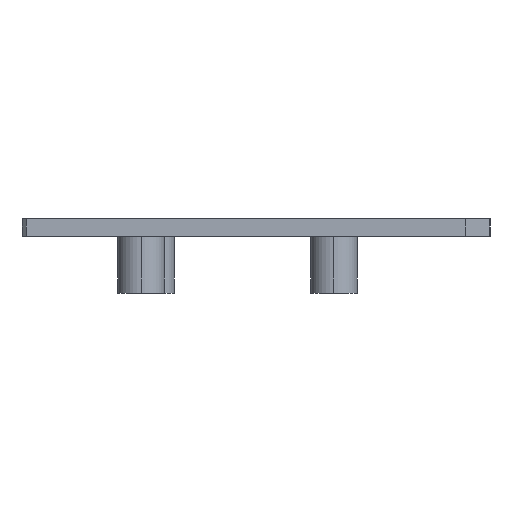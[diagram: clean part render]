
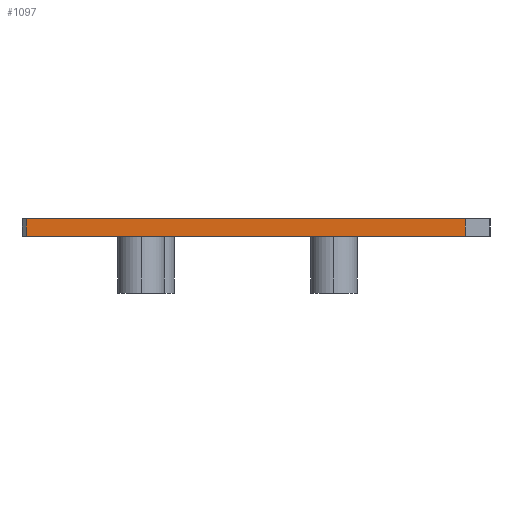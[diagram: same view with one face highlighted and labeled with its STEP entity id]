
A CAD part, left-side view. The second image highlights one B-rep face of the part: STEP entity #1097.
In plain terms, the highlighted planar face has unit normal (-1, 0, 0).
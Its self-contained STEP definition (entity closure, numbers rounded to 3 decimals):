
#2 = VERTEX_POINT ( 'NONE', #987 ) ;
#24 = ORIENTED_EDGE ( 'NONE', *, *, #1504, .T. ) ;
#60 = DIRECTION ( 'NONE',  ( 0., 0., -1. ) ) ;
#123 = LINE ( 'NONE', #1435, #583 ) ;
#364 = DIRECTION ( 'NONE',  ( 0., 0., 1. ) ) ;
#391 = CARTESIAN_POINT ( 'NONE',  ( -34.7, -26.7, 2. ) ) ;
#403 = AXIS2_PLACEMENT_3D ( 'NONE', #1995, #901, #60 ) ;
#414 = CARTESIAN_POINT ( 'NONE',  ( -34.7, 26.2, 0. ) ) ;
#435 = VECTOR ( 'NONE', #1338, 1000. ) ;
#454 = VERTEX_POINT ( 'NONE', #1416 ) ;
#553 = ORIENTED_EDGE ( 'NONE', *, *, #1703, .T. ) ;
#566 = PLANE ( 'NONE',  #403 ) ;
#583 = VECTOR ( 'NONE', #629, 1000. ) ;
#629 = DIRECTION ( 'NONE',  ( 0., 0., -1. ) ) ;
#719 = LINE ( 'NONE', #1695, #435 ) ;
#901 = DIRECTION ( 'NONE',  ( 1., 0., 0. ) ) ;
#986 = CARTESIAN_POINT ( 'NONE',  ( -34.7, -23.9, 0. ) ) ;
#987 = CARTESIAN_POINT ( 'NONE',  ( -34.7, 26.2, 2. ) ) ;
#1097 = ADVANCED_FACE ( 'NONE', ( #1514 ), #566, .F. ) ;
#1116 = VERTEX_POINT ( 'NONE', #414 ) ;
#1185 = LINE ( 'NONE', #1823, #1965 ) ;
#1188 = LINE ( 'NONE', #391, #1297 ) ;
#1210 = DIRECTION ( 'NONE',  ( 0., -1., 0. ) ) ;
#1248 = ORIENTED_EDGE ( 'NONE', *, *, #2005, .T. ) ;
#1297 = VECTOR ( 'NONE', #1210, 1000. ) ;
#1300 = VERTEX_POINT ( 'NONE', #986 ) ;
#1338 = DIRECTION ( 'NONE',  ( 0., -1., 0. ) ) ;
#1398 = EDGE_LOOP ( 'NONE', ( #2042, #1248, #24, #553 ) ) ;
#1407 = EDGE_CURVE ( 'NONE', #2, #454, #1188, .T. ) ;
#1416 = CARTESIAN_POINT ( 'NONE',  ( -34.7, -23.9, 2. ) ) ;
#1435 = CARTESIAN_POINT ( 'NONE',  ( -34.7, 26.2, 2. ) ) ;
#1504 = EDGE_CURVE ( 'NONE', #1116, #1300, #719, .T. ) ;
#1514 = FACE_OUTER_BOUND ( 'NONE', #1398, .T. ) ;
#1695 = CARTESIAN_POINT ( 'NONE',  ( -34.7, -26.7, 0. ) ) ;
#1703 = EDGE_CURVE ( 'NONE', #1300, #454, #1185, .T. ) ;
#1823 = CARTESIAN_POINT ( 'NONE',  ( -34.7, -23.9, 2. ) ) ;
#1965 = VECTOR ( 'NONE', #364, 1000. ) ;
#1995 = CARTESIAN_POINT ( 'NONE',  ( -34.7, -26.7, 2. ) ) ;
#2005 = EDGE_CURVE ( 'NONE', #2, #1116, #123, .T. ) ;
#2042 = ORIENTED_EDGE ( 'NONE', *, *, #1407, .F. ) ;
